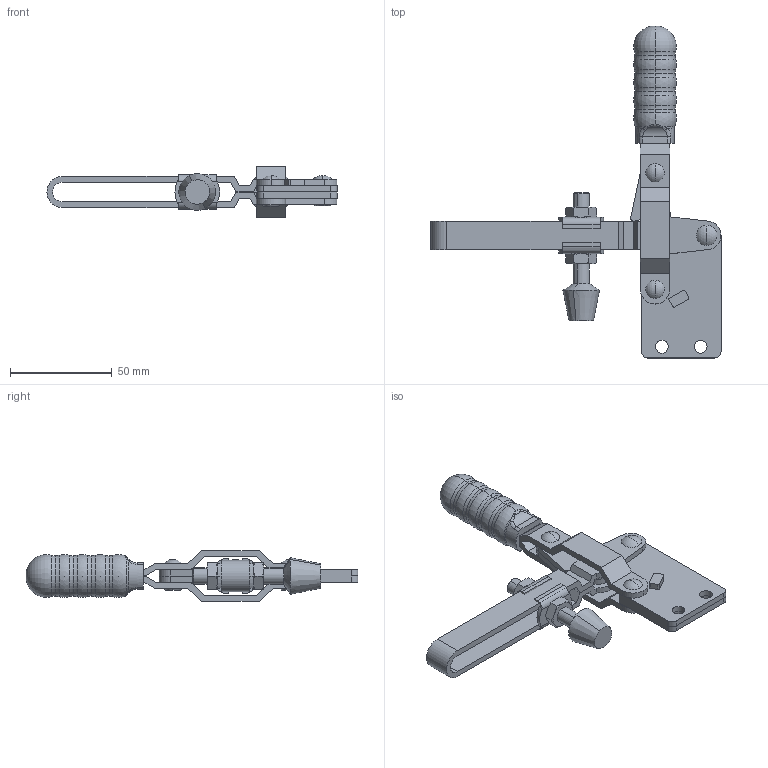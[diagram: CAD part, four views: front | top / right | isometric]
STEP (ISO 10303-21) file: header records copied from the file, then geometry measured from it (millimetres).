
FILE_DESCRIPTION (( 'STEP AP214' ), '1' );
FILE_NAME ('GH-101-EI(Â²¤Æ)-1.STEP', '2020-05-04T08:33:38', ( 'LinWei' ), ( '' ), 'SwSTEP 2.0', 'SolidWorks 2016', '' );
FILE_SCHEMA (( 'AUTOMOTIVE_DESIGN' ));
Length unit declared in the file: millimetre
Products named in the file (6): Group6^GH-101-EI(簡化)-1; Group4^GH-101-EI(簡化)-1; Group3^GH-101-EI(簡化)-1; GH-101-EI(簡化)-1; Group2^GH-101-EI(簡化)-1; Group5^GH-101-EI(簡化)-1
Assembly tree (5 placements, depth 2):
  GH-101-EI(簡化)-1
    Group3^GH-101-EI(簡化)-1
    Group4^GH-101-EI(簡化)-1
    Group6^GH-101-EI(簡化)-1
    Group5^GH-101-EI(簡化)-1
    Group2^GH-101-EI(簡化)-1
Bounding box: 142.4 x 163 x 24.9 mm (x, y, z)
Volume: 62143.1 mm3; surface area: 32774.5 mm2
Topology: 5 solids, 5 shells, 324 faces, 818 edges, 507 vertices
Faces by surface type: plane 136, cylinder 94, torus 32, cone 30, sphere 16, bspline 16
Entity records: 11680 total; most frequent: CARTESIAN_POINT 2507, DIRECTION 1645, ORIENTED_EDGE 1584, EDGE_CURVE 792, AXIS2_PLACEMENT_3D 633, VERTEX_POINT 495, LINE 379, VECTOR 379
